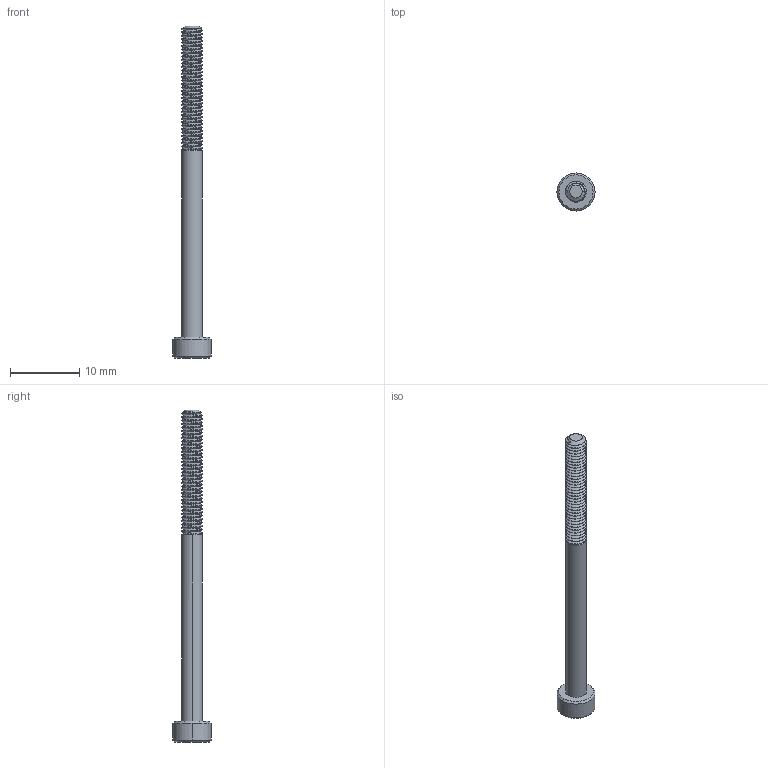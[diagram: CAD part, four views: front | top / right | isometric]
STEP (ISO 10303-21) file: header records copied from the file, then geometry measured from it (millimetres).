
FILE_DESCRIPTION (( 'STEP AP203' ), '1' );
FILE_NAME ('M3 x 0.5mm Thread 45mm LONG SOCKET HEAD CAP SCREW.STEP', '2017-05-07T02:14:06', ( '' ), ( '' ), 'SwSTEP 2.0', 'SolidWorks 2014', '' );
FILE_SCHEMA (( 'CONFIG_CONTROL_DESIGN' ));
Length unit declared in the file: millimetre
Products named in the file (1): M3 x 0.5mm Thread 45mm LONG SOCKET HEAD CAP SCREW
Bounding box: 5.5 x 5.5 x 48 mm (x, y, z)
Volume: 352 mm3; surface area: 624.7 mm2
Topology: 1 solids, 1 shells, 178 faces, 502 edges, 328 vertices
Faces by surface type: cylinder 148, cone 17, plane 11, bspline 2
Entity records: 11670 total; most frequent: CARTESIAN_POINT 7868, ORIENTED_EDGE 1004, DIRECTION 583, EDGE_CURVE 502, VERTEX_POINT 328, AXIS2_PLACEMENT_3D 207, EDGE_LOOP 180, FACE_OUTER_BOUND 178
